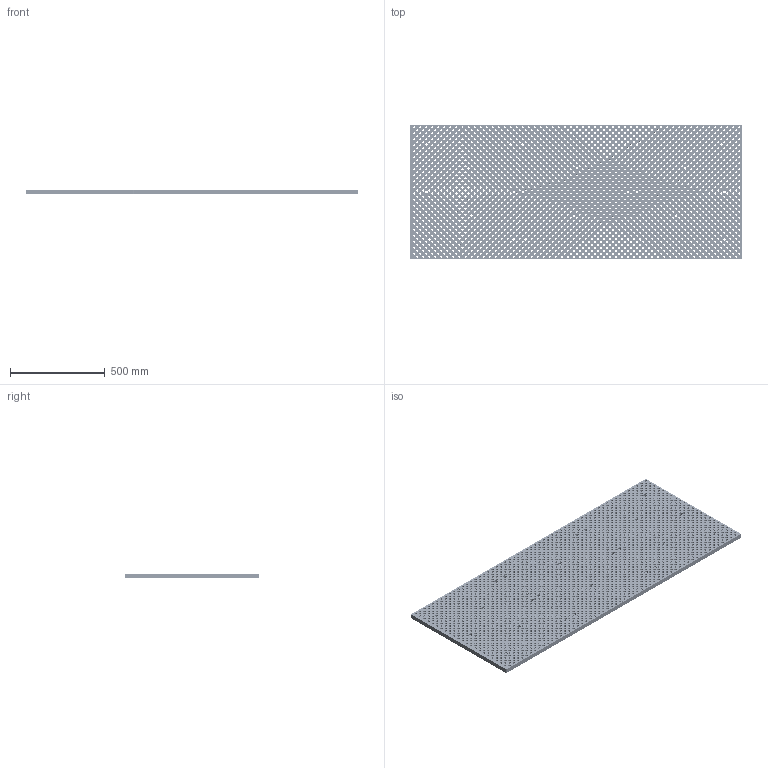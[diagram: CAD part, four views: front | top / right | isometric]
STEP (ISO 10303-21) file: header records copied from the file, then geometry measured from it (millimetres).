
FILE_DESCRIPTION(/* description */ (''),/* implementation_level */ '2;1');
FILE_NAME(/* name */ 'Haas VF-6 Rev2.step',/* time_stamp */ '2023-02-16T09:06:12-05:00',/* author */ (''),/* organization */ (''),/* preprocessor_version */ 'ST-DEVELOPER v19.2',/* originating_system */ 'Autodesk Translation Framework v11.17.0.187',/* authorisation */ '');
FILE_SCHEMA (('AUTOMOTIVE_DESIGN { 1 0 10303 214 3 1 1 }'));
Products named in the file (5): _VF-6 CAD Master (Interlock, Rev2); INCH Set; Center Plate; Left Plate; Right Plate
Assembly tree (4 placements, depth 3):
  _VF-6 CAD Master (Interlock, Rev2)
    INCH Set
      Center Plate
      Left Plate
      Right Plate
Bounding box: 1750.85 x 711.2 x 24.13 mm (x, y, z)
Volume: 24145089.5 mm3; surface area: 4305757.8 mm2
Topology: 3 solids, 3 shells, 7517 faces, 15327 edges, 10218 vertices
Faces by surface type: cylinder 4997, plane 2439, bspline 81
Full cylindrical faces by diameter (mm): 10.808 x2374, 12.713 x2374, 13.081 x24, 19.939 x24
Entity records: 213543 total; most frequent: DIRECTION 40053, CARTESIAN_POINT 34762, ORIENTED_EDGE 30654, AXIS2_PLACEMENT_3D 17441, EDGE_CURVE 15327, EDGE_LOOP 14715, VERTEX_POINT 10218, CIRCLE 9994
